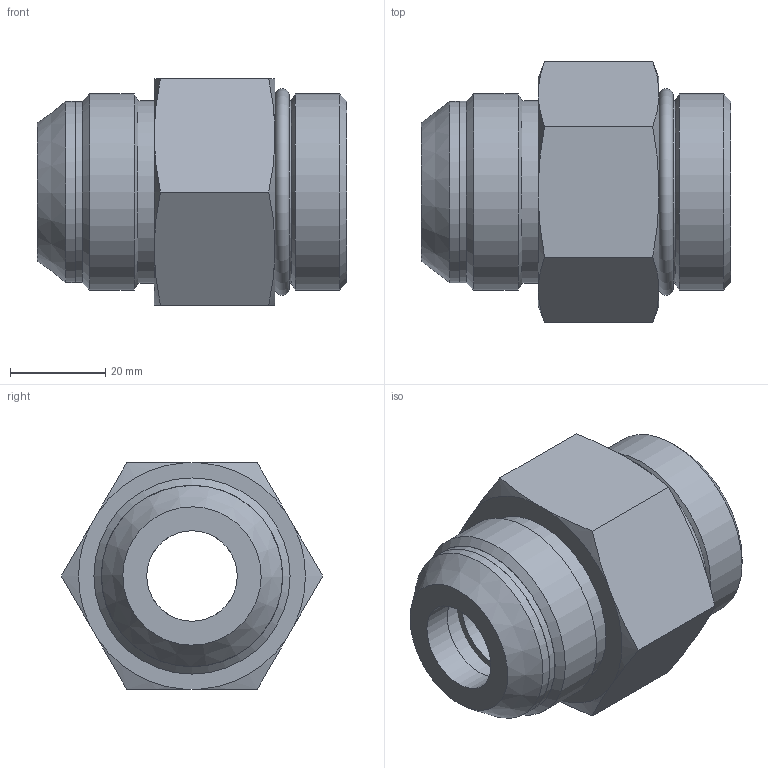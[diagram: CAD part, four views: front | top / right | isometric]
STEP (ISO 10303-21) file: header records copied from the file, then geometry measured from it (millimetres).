
FILE_DESCRIPTION((''),'2;1');
FILE_NAME('1120R.stp','2014-12-29T14:17:25',('jml'),(''),'Autodesk Inventor 2010','Autodesk Inventor 2010','');
FILE_SCHEMA(('AUTOMOTIVE_DESIGN { 1 0 10303 214 1 1 1 1 }'));
Length unit declared in the file: inch
Products named in the file (4): 1120R; 221508; 221510; 920 O-RING
Assembly tree (3 placements, depth 2):
  1120R
    221508
    221510
    920 O-RING
Bounding box: 65.14 x 54.99 x 47.62 mm (x, y, z)
Volume: 81667.8 mm3; surface area: 21089.4 mm2
Topology: 3 solids, 3 shells, 152 faces, 367 edges, 242 vertices
Faces by surface type: plane 103, cylinder 28, cone 20, torus 1
Full cylindrical faces by diameter (mm): 1.392 x1, 19.05 x2, 22.225 x1, 27.229 x1, 28.702 x1, 29.007 x1, 30.15 x1, 38.125 x2, 38.329 x2, 41.275 x2
Entity records: 4417 total; most frequent: CARTESIAN_POINT 792, DIRECTION 716, ORIENTED_EDGE 688, EDGE_CURVE 344, VECTOR 242, LINE 242, VERTEX_POINT 241, AXIS2_PLACEMENT_3D 237
